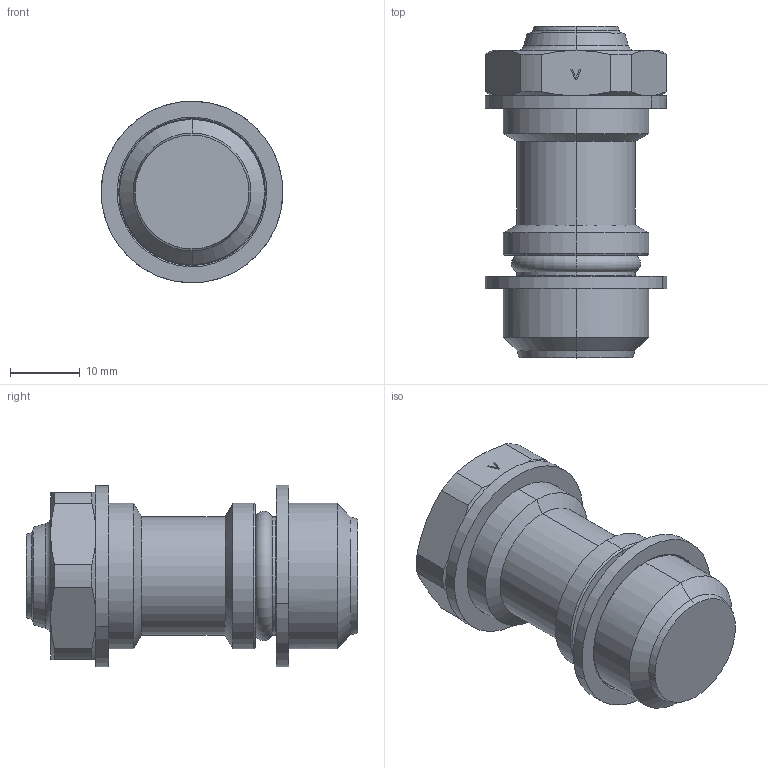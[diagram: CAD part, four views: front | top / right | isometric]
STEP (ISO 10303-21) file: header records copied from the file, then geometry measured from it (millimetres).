
FILE_DESCRIPTION (( 'STEP AP214' ), '1' );
FILE_NAME ('0891000005A.step', '2012-10-22T18:00:47', ( '' ), ( '' ), 'SwSTEP 2.0', 'SolidWorks 2012', '' );
FILE_SCHEMA (( 'AUTOMOTIVE_DESIGN' ));
Length unit declared in the file: millimetre
Products named in the file (1): 0891000005A
Bounding box: 25.98 x 47.5 x 25.98 mm (x, y, z)
Volume: 15110.7 mm3; surface area: 5144.2 mm2
Topology: 1 solids, 1 shells, 151 faces, 391 edges, 236 vertices
Faces by surface type: cylinder 54, plane 47, cone 30, torus 18, bspline 2
Entity records: 5601 total; most frequent: CARTESIAN_POINT 941, DIRECTION 899, ORIENTED_EDGE 782, EDGE_CURVE 391, AXIS2_PLACEMENT_3D 386, VERTEX_POINT 236, CIRCLE 236, EDGE_LOOP 169
